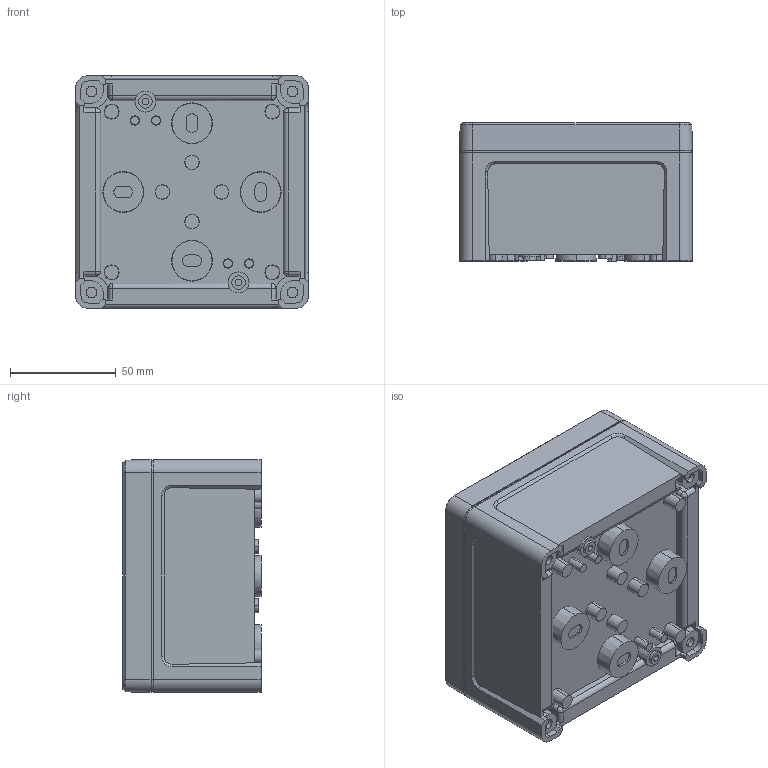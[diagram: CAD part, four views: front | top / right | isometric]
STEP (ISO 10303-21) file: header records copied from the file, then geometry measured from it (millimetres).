
FILE_DESCRIPTION (( 'STEP AP214' ), '1' );
FILE_NAME ('5814039_FIBOX_TEMPO_TA_111107.STEP', '2023-02-23T12:15:10', ( '' ), ( '' ), 'SwSTEP 2.0', 'SolidWorks 2021', '' );
FILE_SCHEMA (( 'AUTOMOTIVE_DESIGN' ));
Length unit declared in the file: millimetre
Products named in the file (4): FIBOX_TEMPO_1111B; 5814039_FIBOX_TEMPO_TA_111107; FIBOX_MNXSS14551H; FIBOX TEMPO 1111 Cover
Assembly tree (6 placements, depth 2):
  5814039_FIBOX_TEMPO_TA_111107
    FIBOX_TEMPO_1111B
    FIBOX TEMPO 1111 Cover
    FIBOX_MNXSS14551H  x4
Bounding box: 110 x 65.25 x 110 mm (x, y, z)
Volume: 153023.1 mm3; surface area: 120769.4 mm2
Topology: 6 solids, 6 shells, 643 faces, 1575 edges, 1010 vertices
Faces by surface type: plane 340, cylinder 178, cone 93, bspline 20, torus 12
Entity records: 17230 total; most frequent: CARTESIAN_POINT 3854, DIRECTION 2797, ORIENTED_EDGE 2726, EDGE_CURVE 1363, AXIS2_PLACEMENT_3D 1006, VERTEX_POINT 878, LINE 785, VECTOR 785
